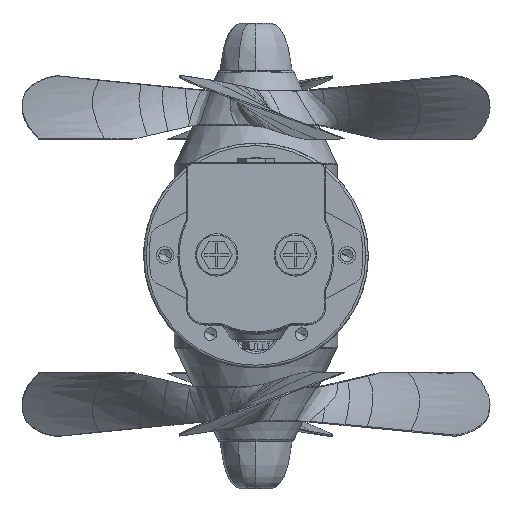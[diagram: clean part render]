
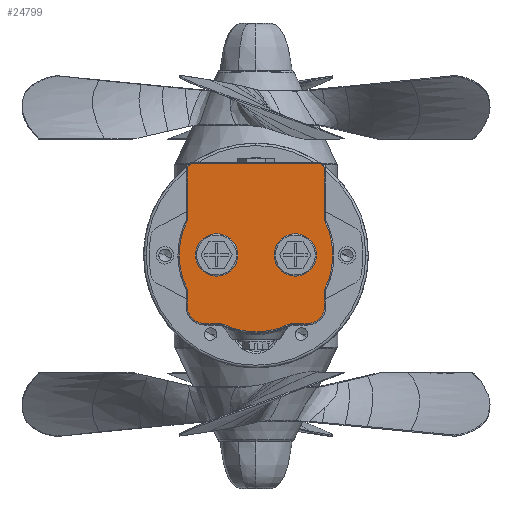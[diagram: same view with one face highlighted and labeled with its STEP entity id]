
A CAD part, top view. The second image highlights one B-rep face of the part: STEP entity #24799.
In plain terms, the highlighted planar face has unit normal (0, 0, 1).
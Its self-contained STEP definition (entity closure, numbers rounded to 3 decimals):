
#22131=CARTESIAN_POINT('Vertex',(55.,-404.269,468.5)) ;
#22134=CARTESIAN_POINT('Axis2P3D Location',(0.,-431.787,468.5)) ;
#22138=CARTESIAN_POINT('Vertex',(55.,-459.305,468.5)) ;
#22640=CARTESIAN_POINT('Vertex',(27.518,-486.787,468.5)) ;
#22643=CARTESIAN_POINT('Axis2P3D Location',(0.,-431.787,468.5)) ;
#22647=CARTESIAN_POINT('Vertex',(-27.518,-486.787,468.5)) ;
#22720=CARTESIAN_POINT('Line Origine',(-0.5,-486.787,468.5)) ;
#22724=CARTESIAN_POINT('Vertex',(-41.,-486.787,468.5)) ;
#23893=CARTESIAN_POINT('Vertex',(-55.,-459.305,468.5)) ;
#23896=CARTESIAN_POINT('Axis2P3D Location',(0.,-431.787,468.5)) ;
#23900=CARTESIAN_POINT('Vertex',(-55.,-404.269,468.5)) ;
#24670=CARTESIAN_POINT('Vertex',(55.,-362.787,468.5)) ;
#24673=CARTESIAN_POINT('Line Origine',(55.,-426.037,468.5)) ;
#24685=CARTESIAN_POINT('Axis2P3D Location',(0.,-431.787,468.5)) ;
#24690=CARTESIAN_POINT('Line Origine',(-55.,-466.046,468.5)) ;
#24694=CARTESIAN_POINT('Vertex',(-55.,-472.787,468.5)) ;
#24697=CARTESIAN_POINT('Axis2P3D Location',(-41.,-472.787,468.5)) ;
#24702=CARTESIAN_POINT('Line Origine',(34.259,-486.787,468.5)) ;
#24706=CARTESIAN_POINT('Vertex',(41.,-486.787,468.5)) ;
#24709=CARTESIAN_POINT('Axis2P3D Location',(41.,-472.787,468.5)) ;
#24713=CARTESIAN_POINT('Vertex',(55.,-472.787,468.5)) ;
#24716=CARTESIAN_POINT('Line Origine',(55.,-466.046,468.5)) ;
#24721=CARTESIAN_POINT('Axis2P3D Location',(51.,-362.787,468.5)) ;
#24725=CARTESIAN_POINT('Vertex',(51.,-358.787,468.5)) ;
#24728=CARTESIAN_POINT('Line Origine',(0.,-358.787,468.5)) ;
#24732=CARTESIAN_POINT('Vertex',(-51.,-358.787,468.5)) ;
#24735=CARTESIAN_POINT('Axis2P3D Location',(-51.,-362.787,468.5)) ;
#24739=CARTESIAN_POINT('Vertex',(-55.,-362.787,468.5)) ;
#24742=CARTESIAN_POINT('Line Origine',(-55.,-383.528,468.5)) ;
#24763=CARTESIAN_POINT('Axis2P3D Location',(-31.5,-431.787,468.5)) ;
#24767=CARTESIAN_POINT('Vertex',(-14.5,-431.787,468.5)) ;
#24769=CARTESIAN_POINT('Vertex',(-48.5,-431.787,468.5)) ;
#24772=CARTESIAN_POINT('Axis2P3D Location',(-31.5,-431.787,468.5)) ;
#24781=CARTESIAN_POINT('Axis2P3D Location',(31.5,-431.787,468.5)) ;
#24785=CARTESIAN_POINT('Vertex',(48.5,-431.787,468.5)) ;
#24787=CARTESIAN_POINT('Vertex',(14.5,-431.787,468.5)) ;
#24790=CARTESIAN_POINT('Axis2P3D Location',(31.5,-431.787,468.5)) ;
#22135=DIRECTION('Axis2P3D Direction',(0.,0.,1.)) ;
#22644=DIRECTION('Axis2P3D Direction',(0.,0.,1.)) ;
#22721=DIRECTION('Vector Direction',(1.,0.,0.)) ;
#23897=DIRECTION('Axis2P3D Direction',(0.,-0.,1.)) ;
#24674=DIRECTION('Vector Direction',(0.,1.,0.)) ;
#24686=DIRECTION('Axis2P3D Direction',(0.,0.,1.)) ;
#24687=DIRECTION('Axis2P3D XDirection',(1.,0.,0.)) ;
#24691=DIRECTION('Vector Direction',(0.,-1.,0.)) ;
#24698=DIRECTION('Axis2P3D Direction',(0.,0.,1.)) ;
#24703=DIRECTION('Vector Direction',(1.,0.,0.)) ;
#24710=DIRECTION('Axis2P3D Direction',(0.,0.,1.)) ;
#24717=DIRECTION('Vector Direction',(0.,-1.,0.)) ;
#24722=DIRECTION('Axis2P3D Direction',(0.,0.,1.)) ;
#24729=DIRECTION('Vector Direction',(1.,0.,0.)) ;
#24736=DIRECTION('Axis2P3D Direction',(0.,0.,1.)) ;
#24743=DIRECTION('Vector Direction',(0.,1.,0.)) ;
#24764=DIRECTION('Axis2P3D Direction',(0.,0.,1.)) ;
#24773=DIRECTION('Axis2P3D Direction',(0.,0.,1.)) ;
#24782=DIRECTION('Axis2P3D Direction',(0.,0.,1.)) ;
#24791=DIRECTION('Axis2P3D Direction',(0.,0.,1.)) ;
#22136=AXIS2_PLACEMENT_3D('Circle Axis2P3D',#22134,#22135,$) ;
#22645=AXIS2_PLACEMENT_3D('Circle Axis2P3D',#22643,#22644,$) ;
#23898=AXIS2_PLACEMENT_3D('Circle Axis2P3D',#23896,#23897,$) ;
#24688=AXIS2_PLACEMENT_3D('Plane Axis2P3D',#24685,#24686,#24687) ;
#24699=AXIS2_PLACEMENT_3D('Circle Axis2P3D',#24697,#24698,$) ;
#24711=AXIS2_PLACEMENT_3D('Circle Axis2P3D',#24709,#24710,$) ;
#24723=AXIS2_PLACEMENT_3D('Circle Axis2P3D',#24721,#24722,$) ;
#24737=AXIS2_PLACEMENT_3D('Circle Axis2P3D',#24735,#24736,$) ;
#24765=AXIS2_PLACEMENT_3D('Circle Axis2P3D',#24763,#24764,$) ;
#24774=AXIS2_PLACEMENT_3D('Circle Axis2P3D',#24772,#24773,$) ;
#24783=AXIS2_PLACEMENT_3D('Circle Axis2P3D',#24781,#24782,$) ;
#24792=AXIS2_PLACEMENT_3D('Circle Axis2P3D',#24790,#24791,$) ;
#24748=ORIENTED_EDGE('',*,*,#24696,.T.) ;
#24749=ORIENTED_EDGE('',*,*,#24701,.F.) ;
#24750=ORIENTED_EDGE('',*,*,#22726,.F.) ;
#24751=ORIENTED_EDGE('',*,*,#22649,.T.) ;
#24752=ORIENTED_EDGE('',*,*,#24708,.T.) ;
#24753=ORIENTED_EDGE('',*,*,#24715,.F.) ;
#24754=ORIENTED_EDGE('',*,*,#24720,.F.) ;
#24755=ORIENTED_EDGE('',*,*,#22140,.T.) ;
#24756=ORIENTED_EDGE('',*,*,#24677,.T.) ;
#24757=ORIENTED_EDGE('',*,*,#24727,.T.) ;
#24758=ORIENTED_EDGE('',*,*,#24734,.T.) ;
#24759=ORIENTED_EDGE('',*,*,#24741,.T.) ;
#24760=ORIENTED_EDGE('',*,*,#24746,.T.) ;
#24761=ORIENTED_EDGE('',*,*,#23902,.T.) ;
#24778=ORIENTED_EDGE('',*,*,#24771,.T.) ;
#24779=ORIENTED_EDGE('',*,*,#24776,.T.) ;
#24796=ORIENTED_EDGE('',*,*,#24789,.T.) ;
#24797=ORIENTED_EDGE('',*,*,#24794,.T.) ;
#24780=FACE_BOUND('',#24777,.T.) ;
#24798=FACE_BOUND('',#24795,.T.) ;
#22722=VECTOR('Line Direction',#22721,1.) ;
#24675=VECTOR('Line Direction',#24674,1.) ;
#24692=VECTOR('Line Direction',#24691,1.) ;
#24704=VECTOR('Line Direction',#24703,1.) ;
#24718=VECTOR('Line Direction',#24717,1.) ;
#24730=VECTOR('Line Direction',#24729,1.) ;
#24744=VECTOR('Line Direction',#24743,1.) ;
#24799=ADVANCED_FACE('Body',(#24762,#24780,#24798),#24689,.T.) ;
#22137=CIRCLE('generated circle',#22136,61.5) ;
#22646=CIRCLE('generated circle',#22645,61.5) ;
#23899=CIRCLE('generated circle',#23898,61.5) ;
#24700=CIRCLE('generated circle',#24699,14.) ;
#24712=CIRCLE('generated circle',#24711,14.) ;
#24724=CIRCLE('generated circle',#24723,4.) ;
#24738=CIRCLE('generated circle',#24737,4.) ;
#24766=CIRCLE('generated circle',#24765,17.) ;
#24775=CIRCLE('generated circle',#24774,17.) ;
#24784=CIRCLE('generated circle',#24783,17.) ;
#24793=CIRCLE('generated circle',#24792,17.) ;
#22140=EDGE_CURVE('',#22139,#22132,#22137,.T.) ;
#22649=EDGE_CURVE('',#22648,#22641,#22646,.T.) ;
#22726=EDGE_CURVE('',#22648,#22725,#22723,.F.) ;
#23902=EDGE_CURVE('',#23901,#23894,#23899,.T.) ;
#24677=EDGE_CURVE('',#22132,#24671,#24676,.T.) ;
#24696=EDGE_CURVE('',#23894,#24695,#24693,.T.) ;
#24701=EDGE_CURVE('',#22725,#24695,#24700,.F.) ;
#24708=EDGE_CURVE('',#22641,#24707,#24705,.T.) ;
#24715=EDGE_CURVE('',#24714,#24707,#24712,.F.) ;
#24720=EDGE_CURVE('',#22139,#24714,#24719,.T.) ;
#24727=EDGE_CURVE('',#24671,#24726,#24724,.T.) ;
#24734=EDGE_CURVE('',#24726,#24733,#24731,.F.) ;
#24741=EDGE_CURVE('',#24733,#24740,#24738,.T.) ;
#24746=EDGE_CURVE('',#24740,#23901,#24745,.F.) ;
#24771=EDGE_CURVE('',#24768,#24770,#24766,.F.) ;
#24776=EDGE_CURVE('',#24770,#24768,#24775,.F.) ;
#24789=EDGE_CURVE('',#24786,#24788,#24784,.F.) ;
#24794=EDGE_CURVE('',#24788,#24786,#24793,.F.) ;
#24747=EDGE_LOOP('',(#24748,#24749,#24750,#24751,#24752,#24753,#24754,#24755,#24756,#24757,#24758,#24759,#24760,#24761)) ;
#24777=EDGE_LOOP('',(#24778,#24779)) ;
#24795=EDGE_LOOP('',(#24796,#24797)) ;
#24762=FACE_OUTER_BOUND('',#24747,.T.) ;
#22723=LINE('Line',#22720,#22722) ;
#24676=LINE('Line',#24673,#24675) ;
#24693=LINE('Line',#24690,#24692) ;
#24705=LINE('Line',#24702,#24704) ;
#24719=LINE('Line',#24716,#24718) ;
#24731=LINE('Line',#24728,#24730) ;
#24745=LINE('Line',#24742,#24744) ;
#24689=PLANE('',#24688) ;
#22132=VERTEX_POINT('',#22131) ;
#22139=VERTEX_POINT('',#22138) ;
#22641=VERTEX_POINT('',#22640) ;
#22648=VERTEX_POINT('',#22647) ;
#22725=VERTEX_POINT('',#22724) ;
#23894=VERTEX_POINT('',#23893) ;
#23901=VERTEX_POINT('',#23900) ;
#24671=VERTEX_POINT('',#24670) ;
#24695=VERTEX_POINT('',#24694) ;
#24707=VERTEX_POINT('',#24706) ;
#24714=VERTEX_POINT('',#24713) ;
#24726=VERTEX_POINT('',#24725) ;
#24733=VERTEX_POINT('',#24732) ;
#24740=VERTEX_POINT('',#24739) ;
#24768=VERTEX_POINT('',#24767) ;
#24770=VERTEX_POINT('',#24769) ;
#24786=VERTEX_POINT('',#24785) ;
#24788=VERTEX_POINT('',#24787) ;
